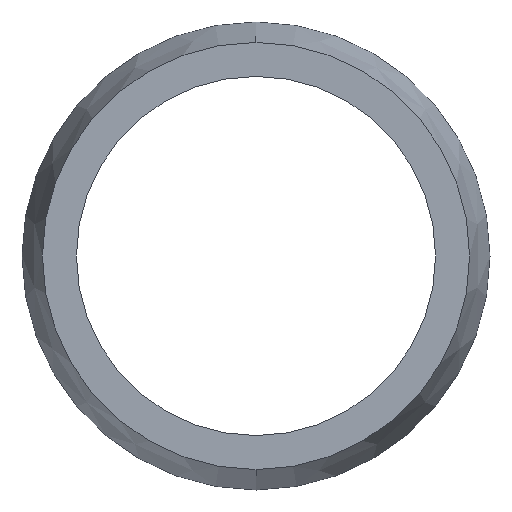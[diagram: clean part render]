
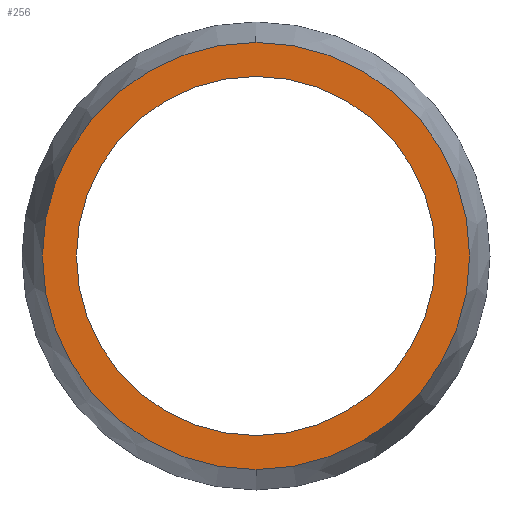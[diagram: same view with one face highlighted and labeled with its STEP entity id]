
A CAD part, left-side view. The second image highlights one B-rep face of the part: STEP entity #256.
In plain terms, the highlighted planar face has unit normal (-1, 0, 0).
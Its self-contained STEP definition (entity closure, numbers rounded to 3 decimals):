
#7 = DIRECTION ( 'NONE',  ( 0., 0., -1. ) ) ;
#12 = DIRECTION ( 'NONE',  ( 0., 0., 1. ) ) ;
#37 = DIRECTION ( 'NONE',  ( 0., 0., 1. ) ) ;
#41 = CARTESIAN_POINT ( 'NONE',  ( 0., 0., 39.249 ) ) ;
#43 = CARTESIAN_POINT ( 'NONE',  ( 0., 0., 0. ) ) ;
#44 = DIRECTION ( 'NONE',  ( 0., 0., 1. ) ) ;
#50 = VERTEX_POINT ( 'NONE', #61 ) ;
#61 = CARTESIAN_POINT ( 'NONE',  ( 0., 0., -33. ) ) ;
#73 = AXIS2_PLACEMENT_3D ( 'NONE', #244, #75, #44 ) ;
#75 = DIRECTION ( 'NONE',  ( -1., 0., 0. ) ) ;
#87 = AXIS2_PLACEMENT_3D ( 'NONE', #43, #213, #12 ) ;
#108 = FACE_OUTER_BOUND ( 'NONE', #396, .T. ) ;
#110 = DIRECTION ( 'NONE',  ( 0., 0., 1. ) ) ;
#111 = CARTESIAN_POINT ( 'NONE',  ( 0., 0., 0. ) ) ;
#120 = EDGE_CURVE ( 'NONE', #376, #294, #385, .T. ) ;
#166 = EDGE_CURVE ( 'NONE', #294, #376, #199, .T. ) ;
#170 = CARTESIAN_POINT ( 'NONE',  ( 0., 0., 33. ) ) ;
#175 = AXIS2_PLACEMENT_3D ( 'NONE', #214, #280, #7 ) ;
#176 = CARTESIAN_POINT ( 'NONE',  ( 0., 0., 0. ) ) ;
#190 = AXIS2_PLACEMENT_3D ( 'NONE', #111, #204, #37 ) ;
#191 = VERTEX_POINT ( 'NONE', #170 ) ;
#199 = CIRCLE ( 'NONE', #87, 39.249 ) ;
#204 = DIRECTION ( 'NONE',  ( -1., 0., 0. ) ) ;
#213 = DIRECTION ( 'NONE',  ( -1., 0., 0. ) ) ;
#214 = CARTESIAN_POINT ( 'NONE',  ( 0., 39.249, 0. ) ) ;
#224 = ORIENTED_EDGE ( 'NONE', *, *, #301, .F. ) ;
#244 = CARTESIAN_POINT ( 'NONE',  ( 0., 0., 0. ) ) ;
#256 = ADVANCED_FACE ( 'NONE', ( #404, #108 ), #346, .F. ) ;
#263 = EDGE_LOOP ( 'NONE', ( #224, #317 ) ) ;
#280 = DIRECTION ( 'NONE',  ( 1., 0., 0. ) ) ;
#283 = EDGE_CURVE ( 'NONE', #50, #191, #286, .T. ) ;
#286 = CIRCLE ( 'NONE', #190, 33. ) ;
#290 = AXIS2_PLACEMENT_3D ( 'NONE', #176, #300, #110 ) ;
#294 = VERTEX_POINT ( 'NONE', #41 ) ;
#300 = DIRECTION ( 'NONE',  ( -1., 0., 0. ) ) ;
#301 = EDGE_CURVE ( 'NONE', #191, #50, #418, .T. ) ;
#303 = CARTESIAN_POINT ( 'NONE',  ( 0., 0., -39.249 ) ) ;
#317 = ORIENTED_EDGE ( 'NONE', *, *, #283, .F. ) ;
#333 = ORIENTED_EDGE ( 'NONE', *, *, #166, .T. ) ;
#346 = PLANE ( 'NONE',  #175 ) ;
#359 = ORIENTED_EDGE ( 'NONE', *, *, #120, .T. ) ;
#376 = VERTEX_POINT ( 'NONE', #303 ) ;
#385 = CIRCLE ( 'NONE', #290, 39.249 ) ;
#396 = EDGE_LOOP ( 'NONE', ( #359, #333 ) ) ;
#404 = FACE_BOUND ( 'NONE', #263, .T. ) ;
#418 = CIRCLE ( 'NONE', #73, 33. ) ;
